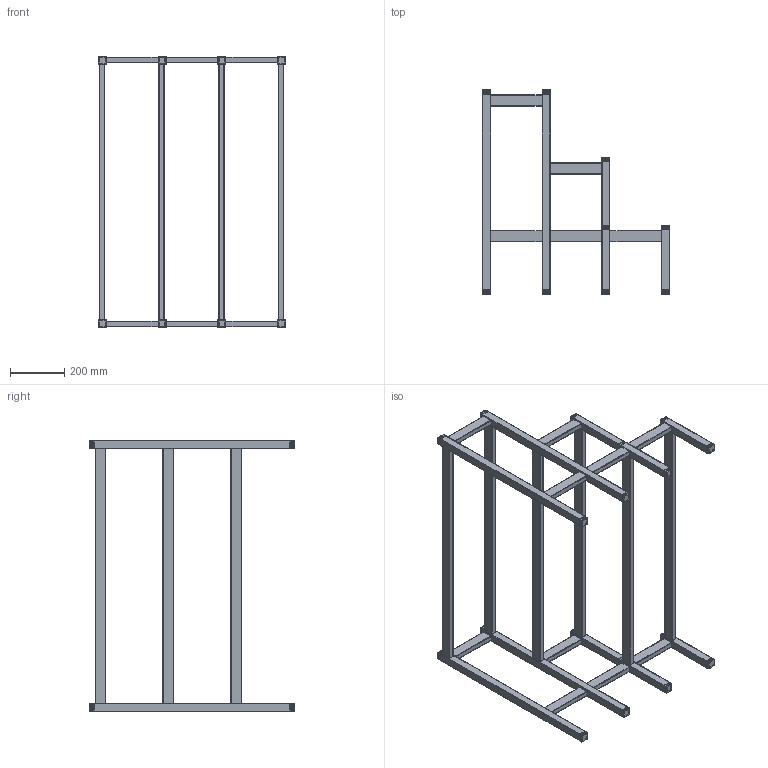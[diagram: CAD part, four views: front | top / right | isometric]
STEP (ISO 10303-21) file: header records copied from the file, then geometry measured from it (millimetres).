
FILE_DESCRIPTION (( 'STEP AP203' ), '1' );
FILE_NAME ('T76507.STEP', '2018-09-10T15:15:23', ( '' ), ( '' ), 'SwSTEP 2.0', 'SolidWorks 2016', '' );
FILE_SCHEMA (( 'CONFIG_CONTROL_DESIGN' ));
Length unit declared in the file: millimetre
Products named in the file (8): 30 X 30 X 1.5 ERW X 244; T76507; 40 X 20 X 1.5 ERW X 190; TH654; 30 X 30 X 1.5 ERW X 494; 30 X 30 X 1.5 ERW X 744; 40 X 20 X 1.5 ERW X 940; T77700
Assembly tree (43 placements, depth 3):
  T76507
    TH654
      40 X 20 X 1.5 ERW X 940  x6
      30 X 30 X 1.5 ERW X 744  x4
      40 X 20 X 1.5 ERW X 190  x10
      30 X 30 X 1.5 ERW X 494  x2
      30 X 30 X 1.5 ERW X 244  x2
    T77700  x18
Bounding box: 690 x 752 x 1000 mm (x, y, z)
Volume: 2120719.8 mm3; surface area: 2808984.6 mm2
Topology: 42 solids, 42 shells, 1596 faces, 3960 edges, 2592 vertices
Faces by surface type: plane 1068, cylinder 456, torus 72
Entity records: 6202 total; most frequent: DIRECTION 810, CARTESIAN_POINT 771, ORIENTED_EDGE 704, EDGE_CURVE 352, AXIS2_PLACEMENT_3D 271, VECTOR 268, LINE 268, VERTEX_POINT 232
